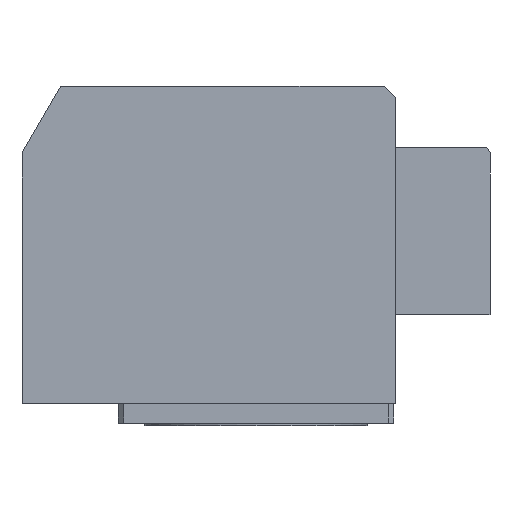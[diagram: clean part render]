
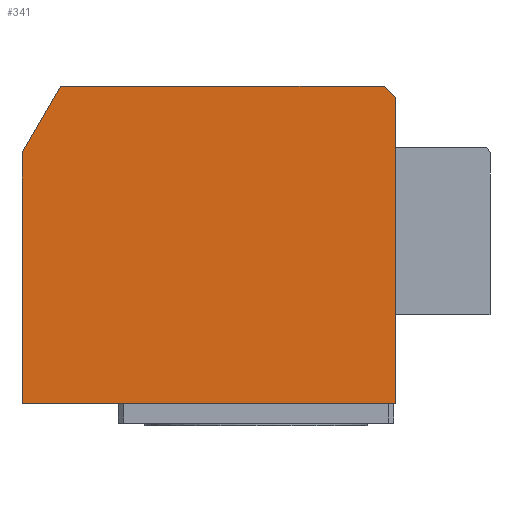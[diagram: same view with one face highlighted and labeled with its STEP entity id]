
A CAD part, left-side view. The second image highlights one B-rep face of the part: STEP entity #341.
In plain terms, the highlighted planar face has unit normal (-1, 0, 0).
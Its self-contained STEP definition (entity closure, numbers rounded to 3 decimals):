
#46=LINE('',#1371,#151);
#55=LINE('',#1389,#160);
#56=LINE('',#1391,#161);
#59=LINE('',#1397,#164);
#60=LINE('',#1399,#165);
#61=LINE('',#1401,#166);
#151=VECTOR('',#1062,1.);
#160=VECTOR('',#1073,1.);
#161=VECTOR('',#1076,1.);
#164=VECTOR('',#1081,1.);
#165=VECTOR('',#1082,1.);
#166=VECTOR('',#1083,1.);
#256=PLANE('',#980);
#298=FACE_OUTER_BOUND('',#416,.T.);
#341=ADVANCED_FACE('',(#298),#256,.F.);
#416=EDGE_LOOP('',(#494,#495,#496,#497,#498,#499));
#494=ORIENTED_EDGE('',*,*,#807,.F.);
#495=ORIENTED_EDGE('',*,*,#816,.T.);
#496=ORIENTED_EDGE('',*,*,#817,.F.);
#497=ORIENTED_EDGE('',*,*,#820,.F.);
#498=ORIENTED_EDGE('',*,*,#821,.F.);
#499=ORIENTED_EDGE('',*,*,#822,.F.);
#723=VERTEX_POINT('',#1372);
#724=VERTEX_POINT('',#1373);
#730=VERTEX_POINT('',#1388);
#731=VERTEX_POINT('',#1392);
#733=VERTEX_POINT('',#1398);
#734=VERTEX_POINT('',#1400);
#807=EDGE_CURVE('',#723,#724,#46,.T.);
#816=EDGE_CURVE('',#723,#730,#55,.T.);
#817=EDGE_CURVE('',#731,#730,#56,.T.);
#820=EDGE_CURVE('',#733,#731,#59,.T.);
#821=EDGE_CURVE('',#734,#733,#60,.T.);
#822=EDGE_CURVE('',#724,#734,#61,.T.);
#980=AXIS2_PLACEMENT_3D('',#1402,#1084,#1085);
#1062=DIRECTION('',(0.,0.,-1.));
#1073=DIRECTION('',(0.,0.707,0.707));
#1076=DIRECTION('',(0.,-1.,0.));
#1081=DIRECTION('',(0.,-0.5,0.866));
#1082=DIRECTION('',(0.,0.,1.));
#1083=DIRECTION('',(0.,1.,0.));
#1084=DIRECTION('',(1.,0.,0.));
#1085=DIRECTION('',(0.,-1.,0.));
#1371=CARTESIAN_POINT('',(-49.,-25.,-46.));
#1372=CARTESIAN_POINT('',(-49.,-25.,9.));
#1373=CARTESIAN_POINT('',(-49.,-25.,-46.));
#1388=CARTESIAN_POINT('',(-49.,-23.,11.));
#1389=CARTESIAN_POINT('',(-49.,-73.99,-39.99));
#1391=CARTESIAN_POINT('',(-49.,-35.072,11.));
#1392=CARTESIAN_POINT('',(-49.,35.072,11.));
#1397=CARTESIAN_POINT('',(-49.,35.072,11.));
#1398=CARTESIAN_POINT('',(-49.,42.,-1.));
#1399=CARTESIAN_POINT('',(-49.,42.,-46.));
#1400=CARTESIAN_POINT('',(-49.,42.,-46.));
#1401=CARTESIAN_POINT('',(-49.,-42.,-46.));
#1402=CARTESIAN_POINT('',(-49.,-67.981,-46.));
